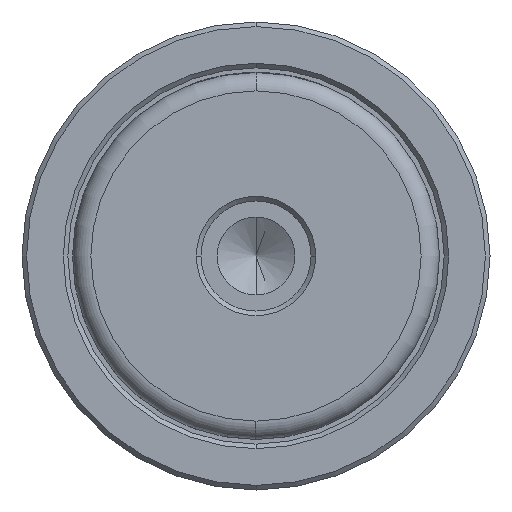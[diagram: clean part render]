
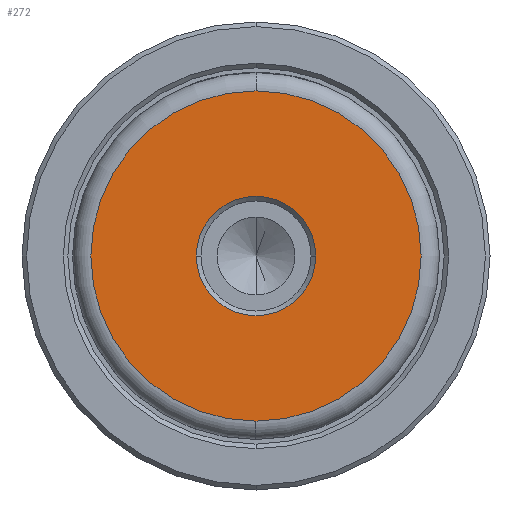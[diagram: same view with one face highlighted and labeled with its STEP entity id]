
A CAD part, left-side view. The second image highlights one B-rep face of the part: STEP entity #272.
In plain terms, the highlighted planar face has unit normal (-1, 0, 0).
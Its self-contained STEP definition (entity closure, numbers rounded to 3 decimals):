
#36 = DIRECTION ( 'NONE',  ( 1., 0., 0. ) ) ;
#124 = EDGE_LOOP ( 'NONE', ( #1038, #2478 ) ) ;
#171 = ORIENTED_EDGE ( 'NONE', *, *, #1547, .T. ) ;
#251 = PLANE ( 'NONE',  #934 ) ;
#272 = ADVANCED_FACE ( 'NONE', ( #2481, #352 ), #251, .T. ) ;
#295 = CIRCLE ( 'NONE', #1410, 6.5 ) ;
#352 = FACE_OUTER_BOUND ( 'NONE', #124, .T. ) ;
#403 = CARTESIAN_POINT ( 'NONE',  ( 0., 0., 17.997 ) ) ;
#439 = DIRECTION ( 'NONE',  ( 0., 0., 1. ) ) ;
#552 = DIRECTION ( 'NONE',  ( 1., 0., 0. ) ) ;
#927 = AXIS2_PLACEMENT_3D ( 'NONE', #2192, #994, #2394 ) ;
#934 = AXIS2_PLACEMENT_3D ( 'NONE', #2425, #1630, #439 ) ;
#994 = DIRECTION ( 'NONE',  ( -1., 0., 0. ) ) ;
#1038 = ORIENTED_EDGE ( 'NONE', *, *, #2516, .T. ) ;
#1141 = EDGE_CURVE ( 'NONE', #1939, #2036, #295, .T. ) ;
#1143 = DIRECTION ( 'NONE',  ( -1., 0., 0. ) ) ;
#1150 = ORIENTED_EDGE ( 'NONE', *, *, #1141, .T. ) ;
#1208 = CARTESIAN_POINT ( 'NONE',  ( 0., 0., 0. ) ) ;
#1267 = EDGE_CURVE ( 'NONE', #1996, #1519, #1613, .T. ) ;
#1410 = AXIS2_PLACEMENT_3D ( 'NONE', #1764, #552, #1960 ) ;
#1423 = DIRECTION ( 'NONE',  ( 0., 0., 1. ) ) ;
#1519 = VERTEX_POINT ( 'NONE', #403 ) ;
#1547 = EDGE_CURVE ( 'NONE', #2036, #1939, #2386, .T. ) ;
#1613 = CIRCLE ( 'NONE', #927, 17.997 ) ;
#1630 = DIRECTION ( 'NONE',  ( -1., 0., 0. ) ) ;
#1714 = EDGE_LOOP ( 'NONE', ( #1150, #171 ) ) ;
#1764 = CARTESIAN_POINT ( 'NONE',  ( 0., 0., 0. ) ) ;
#1808 = AXIS2_PLACEMENT_3D ( 'NONE', #1208, #36, #1423 ) ;
#1939 = VERTEX_POINT ( 'NONE', #2519 ) ;
#1960 = DIRECTION ( 'NONE',  ( 0., 0., 1. ) ) ;
#1996 = VERTEX_POINT ( 'NONE', #2342 ) ;
#2036 = VERTEX_POINT ( 'NONE', #2535 ) ;
#2192 = CARTESIAN_POINT ( 'NONE',  ( 0., 0., 0. ) ) ;
#2255 = CIRCLE ( 'NONE', #2480, 17.997 ) ;
#2342 = CARTESIAN_POINT ( 'NONE',  ( 0., 0., -17.997 ) ) ;
#2344 = CARTESIAN_POINT ( 'NONE',  ( 0., 0., 0. ) ) ;
#2386 = CIRCLE ( 'NONE', #1808, 6.5 ) ;
#2394 = DIRECTION ( 'NONE',  ( 0., 0., 1. ) ) ;
#2425 = CARTESIAN_POINT ( 'NONE',  ( 0., 0., 0. ) ) ;
#2478 = ORIENTED_EDGE ( 'NONE', *, *, #1267, .T. ) ;
#2480 = AXIS2_PLACEMENT_3D ( 'NONE', #2344, #1143, #2532 ) ;
#2481 = FACE_BOUND ( 'NONE', #1714, .T. ) ;
#2516 = EDGE_CURVE ( 'NONE', #1519, #1996, #2255, .T. ) ;
#2519 = CARTESIAN_POINT ( 'NONE',  ( 0., -6.5, 0. ) ) ;
#2532 = DIRECTION ( 'NONE',  ( 0., 0., 1. ) ) ;
#2535 = CARTESIAN_POINT ( 'NONE',  ( 0., 6.5, 0. ) ) ;
